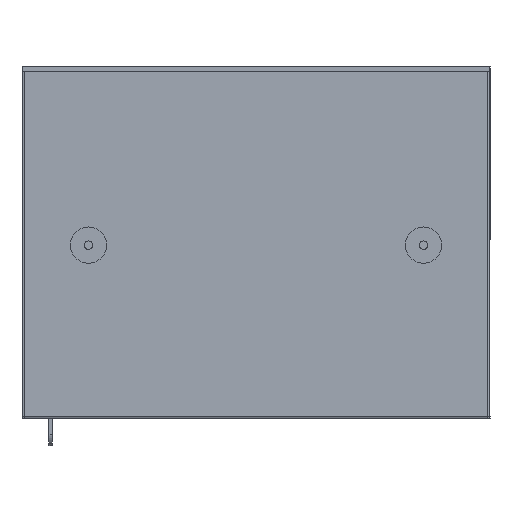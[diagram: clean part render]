
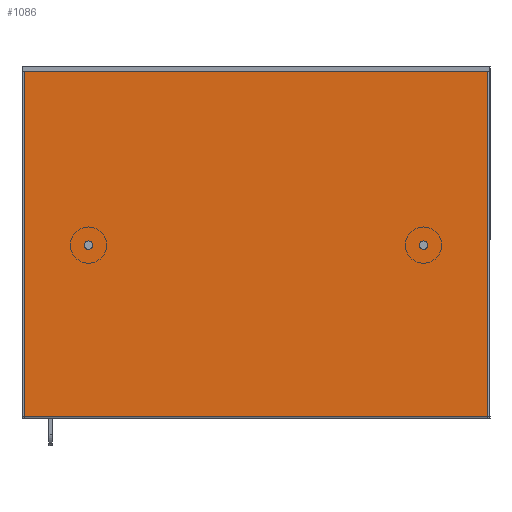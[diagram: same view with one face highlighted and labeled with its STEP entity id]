
A CAD part, front view. The second image highlights one B-rep face of the part: STEP entity #1086.
In plain terms, the highlighted planar face has unit normal (0, -1, 0).
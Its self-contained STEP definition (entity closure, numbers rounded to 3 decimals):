
#71 = CARTESIAN_POINT ( 'NONE',  ( 157.5, 0., 0. ) ) ;
#127 = EDGE_LOOP ( 'NONE', ( #5253, #9085 ) ) ;
#237 = CARTESIAN_POINT ( 'NONE',  ( -223.5, 0., 167.5 ) ) ;
#377 = CARTESIAN_POINT ( 'NONE',  ( 161.5, 0., 0. ) ) ;
#463 = CARTESIAN_POINT ( 'NONE',  ( -225.5, 0., 167.5 ) ) ;
#509 = VERTEX_POINT ( 'NONE', #903 ) ;
#700 = CARTESIAN_POINT ( 'NONE',  ( 223.5, 0., 0. ) ) ;
#903 = CARTESIAN_POINT ( 'NONE',  ( -223.5, 0., -165.5 ) ) ;
#957 = VECTOR ( 'NONE', #6574, 1000. ) ;
#999 = DIRECTION ( 'NONE',  ( 0., -1., 0. ) ) ;
#1052 = EDGE_CURVE ( 'NONE', #2166, #7631, #2998, .T. ) ;
#1086 = ADVANCED_FACE ( 'NONE', ( #4962, #4386, #8761 ), #5061, .F. ) ;
#1146 = ORIENTED_EDGE ( 'NONE', *, *, #2759, .F. ) ;
#1305 = AXIS2_PLACEMENT_3D ( 'NONE', #7899, #5733, #5684 ) ;
#1320 = CARTESIAN_POINT ( 'NONE',  ( 223.5, 0., -165.5 ) ) ;
#1373 = CIRCLE ( 'NONE', #9056, 4. ) ;
#1592 = LINE ( 'NONE', #2369, #6845 ) ;
#1649 = EDGE_CURVE ( 'NONE', #6105, #509, #1592, .T. ) ;
#2166 = VERTEX_POINT ( 'NONE', #7020 ) ;
#2242 = CARTESIAN_POINT ( 'NONE',  ( 223.5, 0., 167.5 ) ) ;
#2303 = EDGE_CURVE ( 'NONE', #2865, #4815, #3235, .T. ) ;
#2369 = CARTESIAN_POINT ( 'NONE',  ( -223.5, 0., 0. ) ) ;
#2672 = ORIENTED_EDGE ( 'NONE', *, *, #1649, .T. ) ;
#2759 = EDGE_CURVE ( 'NONE', #6105, #6374, #9399, .T. ) ;
#2801 = DIRECTION ( 'NONE',  ( -1., 0., 0. ) ) ;
#2865 = VERTEX_POINT ( 'NONE', #71 ) ;
#2908 = CARTESIAN_POINT ( 'NONE',  ( 0., 0., -165.5 ) ) ;
#2998 = CIRCLE ( 'NONE', #3312, 4. ) ;
#3167 = CARTESIAN_POINT ( 'NONE',  ( -161.5, 0., 0. ) ) ;
#3235 = CIRCLE ( 'NONE', #4305, 4. ) ;
#3312 = AXIS2_PLACEMENT_3D ( 'NONE', #7222, #8665, #2801 ) ;
#3403 = DIRECTION ( 'NONE',  ( 1., 0., 0. ) ) ;
#3411 = DIRECTION ( 'NONE',  ( -1., 0., 0. ) ) ;
#3556 = CARTESIAN_POINT ( 'NONE',  ( -157.5, 0., 0. ) ) ;
#3637 = LINE ( 'NONE', #700, #957 ) ;
#3846 = VERTEX_POINT ( 'NONE', #1320 ) ;
#3940 = DIRECTION ( 'NONE',  ( 0., 1., 0. ) ) ;
#3979 = EDGE_CURVE ( 'NONE', #3846, #6374, #3637, .T. ) ;
#4305 = AXIS2_PLACEMENT_3D ( 'NONE', #377, #9174, #8599 ) ;
#4347 = LINE ( 'NONE', #2908, #6100 ) ;
#4386 = FACE_BOUND ( 'NONE', #127, .T. ) ;
#4709 = ORIENTED_EDGE ( 'NONE', *, *, #3979, .T. ) ;
#4815 = VERTEX_POINT ( 'NONE', #6686 ) ;
#4945 = EDGE_CURVE ( 'NONE', #7631, #2166, #7434, .T. ) ;
#4962 = FACE_OUTER_BOUND ( 'NONE', #6835, .T. ) ;
#5061 = PLANE ( 'NONE',  #1305 ) ;
#5253 = ORIENTED_EDGE ( 'NONE', *, *, #1052, .F. ) ;
#5684 = DIRECTION ( 'NONE',  ( 0., 0., 1. ) ) ;
#5733 = DIRECTION ( 'NONE',  ( 0., 1., 0. ) ) ;
#6027 = ORIENTED_EDGE ( 'NONE', *, *, #8002, .T. ) ;
#6100 = VECTOR ( 'NONE', #8772, 1000. ) ;
#6105 = VERTEX_POINT ( 'NONE', #237 ) ;
#6370 = AXIS2_PLACEMENT_3D ( 'NONE', #3167, #999, #6920 ) ;
#6374 = VERTEX_POINT ( 'NONE', #2242 ) ;
#6574 = DIRECTION ( 'NONE',  ( 0., 0., 1. ) ) ;
#6686 = CARTESIAN_POINT ( 'NONE',  ( 165.5, 0., 0. ) ) ;
#6835 = EDGE_LOOP ( 'NONE', ( #1146, #2672, #6027, #4709 ) ) ;
#6845 = VECTOR ( 'NONE', #8187, 1000. ) ;
#6920 = DIRECTION ( 'NONE',  ( -1., 0., 0. ) ) ;
#7020 = CARTESIAN_POINT ( 'NONE',  ( -165.5, 0., 0. ) ) ;
#7022 = CARTESIAN_POINT ( 'NONE',  ( 161.5, 0., 0. ) ) ;
#7222 = CARTESIAN_POINT ( 'NONE',  ( -161.5, 0., 0. ) ) ;
#7434 = CIRCLE ( 'NONE', #6370, 4. ) ;
#7631 = VERTEX_POINT ( 'NONE', #3556 ) ;
#7899 = CARTESIAN_POINT ( 'NONE',  ( 0., 0., 0. ) ) ;
#8002 = EDGE_CURVE ( 'NONE', #509, #3846, #4347, .T. ) ;
#8121 = ORIENTED_EDGE ( 'NONE', *, *, #2303, .T. ) ;
#8187 = DIRECTION ( 'NONE',  ( 0., 0., -1. ) ) ;
#8599 = DIRECTION ( 'NONE',  ( -1., 0., 0. ) ) ;
#8606 = VECTOR ( 'NONE', #3403, 1000. ) ;
#8665 = DIRECTION ( 'NONE',  ( 0., -1., 0. ) ) ;
#8761 = FACE_BOUND ( 'NONE', #9465, .T. ) ;
#8772 = DIRECTION ( 'NONE',  ( 1., 0., 0. ) ) ;
#9054 = EDGE_CURVE ( 'NONE', #4815, #2865, #1373, .T. ) ;
#9056 = AXIS2_PLACEMENT_3D ( 'NONE', #7022, #3940, #3411 ) ;
#9085 = ORIENTED_EDGE ( 'NONE', *, *, #4945, .F. ) ;
#9174 = DIRECTION ( 'NONE',  ( 0., 1., 0. ) ) ;
#9201 = ORIENTED_EDGE ( 'NONE', *, *, #9054, .T. ) ;
#9399 = LINE ( 'NONE', #463, #8606 ) ;
#9465 = EDGE_LOOP ( 'NONE', ( #8121, #9201 ) ) ;
